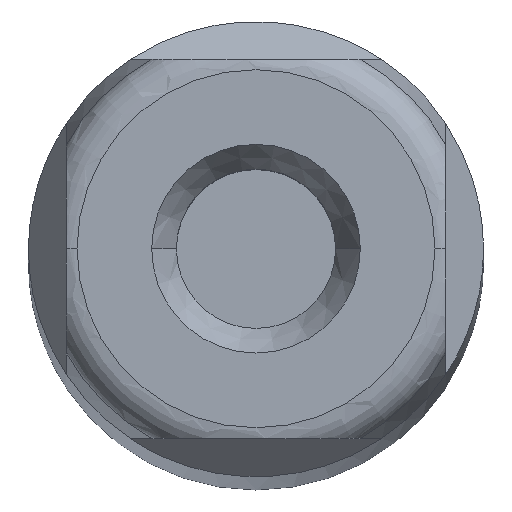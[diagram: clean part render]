
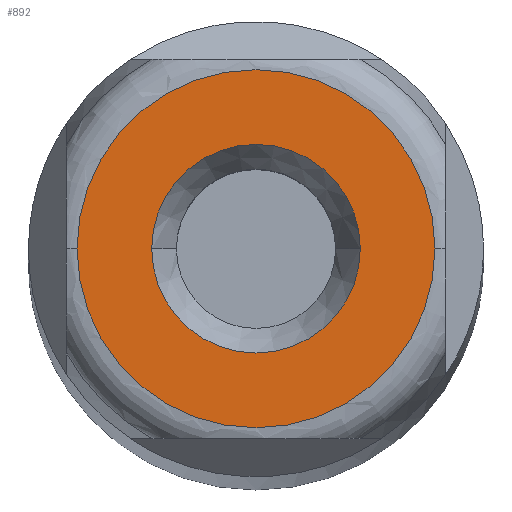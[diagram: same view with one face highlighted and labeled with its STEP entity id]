
A CAD part, top view. The second image highlights one B-rep face of the part: STEP entity #892.
In plain terms, the highlighted planar face has unit normal (0, 0, 1).
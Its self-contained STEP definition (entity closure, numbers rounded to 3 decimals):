
#147 = EDGE_CURVE ( 'NONE', #357, #1030, #677, .T. ) ;
#174 = EDGE_LOOP ( 'NONE', ( #442, #739 ) ) ;
#175 = EDGE_CURVE ( 'NONE', #1030, #357, #1095, .T. ) ;
#218 = CARTESIAN_POINT ( 'NONE',  ( 0., 0., 0. ) ) ;
#225 = DIRECTION ( 'NONE',  ( 1., 0., 0. ) ) ;
#237 = PLANE ( 'NONE',  #1039 ) ;
#241 = CARTESIAN_POINT ( 'NONE',  ( 0., 0., 0. ) ) ;
#262 = ORIENTED_EDGE ( 'NONE', *, *, #175, .T. ) ;
#285 = AXIS2_PLACEMENT_3D ( 'NONE', #241, #537, #1079 ) ;
#319 = CARTESIAN_POINT ( 'NONE',  ( -4.72, 0., 0. ) ) ;
#334 = DIRECTION ( 'NONE',  ( 1., 0., 0. ) ) ;
#344 = FACE_OUTER_BOUND ( 'NONE', #1160, .T. ) ;
#357 = VERTEX_POINT ( 'NONE', #319 ) ;
#442 = ORIENTED_EDGE ( 'NONE', *, *, #1190, .F. ) ;
#448 = DIRECTION ( 'NONE',  ( -1., 0., 0. ) ) ;
#537 = DIRECTION ( 'NONE',  ( 0., 0., 1. ) ) ;
#539 = FACE_BOUND ( 'NONE', #174, .T. ) ;
#628 = DIRECTION ( 'NONE',  ( 0., 0., 1. ) ) ;
#635 = CARTESIAN_POINT ( 'NONE',  ( 2.75, 0., 0. ) ) ;
#664 = AXIS2_PLACEMENT_3D ( 'NONE', #1184, #1059, #225 ) ;
#677 = CIRCLE ( 'NONE', #1200, 4.72 ) ;
#739 = ORIENTED_EDGE ( 'NONE', *, *, #1216, .F. ) ;
#762 = CARTESIAN_POINT ( 'NONE',  ( 0., 0., 0. ) ) ;
#767 = DIRECTION ( 'NONE',  ( 0., 0., -1. ) ) ;
#892 = ADVANCED_FACE ( 'NONE', ( #539, #344 ), #237, .F. ) ;
#911 = VERTEX_POINT ( 'NONE', #1193 ) ;
#961 = CIRCLE ( 'NONE', #664, 2.75 ) ;
#1030 = VERTEX_POINT ( 'NONE', #1315 ) ;
#1039 = AXIS2_PLACEMENT_3D ( 'NONE', #762, #767, #448 ) ;
#1059 = DIRECTION ( 'NONE',  ( 0., 0., 1. ) ) ;
#1071 = CARTESIAN_POINT ( 'NONE',  ( 0., 0., 0. ) ) ;
#1078 = DIRECTION ( 'NONE',  ( 1., 0., 0. ) ) ;
#1079 = DIRECTION ( 'NONE',  ( 1., 0., 0. ) ) ;
#1095 = CIRCLE ( 'NONE', #1221, 4.72 ) ;
#1160 = EDGE_LOOP ( 'NONE', ( #262, #1166 ) ) ;
#1166 = ORIENTED_EDGE ( 'NONE', *, *, #147, .T. ) ;
#1184 = CARTESIAN_POINT ( 'NONE',  ( 0., 0., 0. ) ) ;
#1190 = EDGE_CURVE ( 'NONE', #1195, #911, #961, .T. ) ;
#1193 = CARTESIAN_POINT ( 'NONE',  ( -2.75, 0., 0. ) ) ;
#1195 = VERTEX_POINT ( 'NONE', #635 ) ;
#1200 = AXIS2_PLACEMENT_3D ( 'NONE', #218, #628, #334 ) ;
#1216 = EDGE_CURVE ( 'NONE', #911, #1195, #1274, .T. ) ;
#1221 = AXIS2_PLACEMENT_3D ( 'NONE', #1071, #1276, #1078 ) ;
#1274 = CIRCLE ( 'NONE', #285, 2.75 ) ;
#1276 = DIRECTION ( 'NONE',  ( 0., 0., 1. ) ) ;
#1315 = CARTESIAN_POINT ( 'NONE',  ( 4.72, 0., 0. ) ) ;
